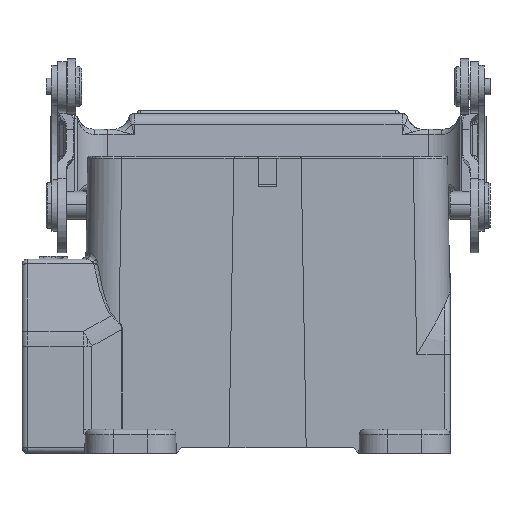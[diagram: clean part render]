
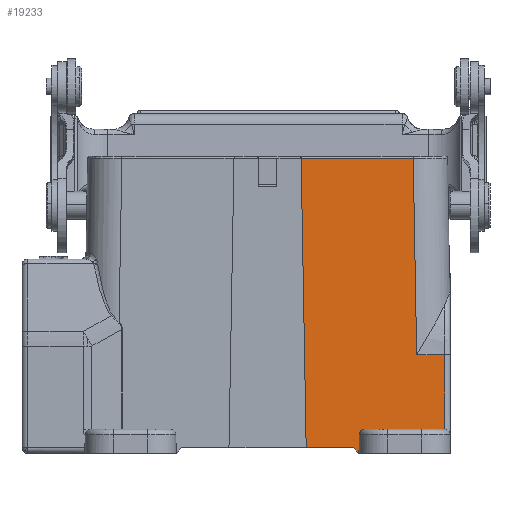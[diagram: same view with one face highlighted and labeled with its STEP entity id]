
A CAD part, left-side view. The second image highlights one B-rep face of the part: STEP entity #19233.
In plain terms, the highlighted planar face has unit normal (-1, 0, 0.018).
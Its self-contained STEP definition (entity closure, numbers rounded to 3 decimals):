
#1949=DIRECTION('',(0.,1.,0.));
#1950=VECTOR('',#1949,4.893);
#1951=CARTESIAN_POINT('',(-32.91,-30.805,
-33.061));
#1952=LINE('',#1951,#1950);
#1953=CARTESIAN_POINT('',(-32.91,-25.912,
-33.061));
#1964=CARTESIAN_POINT('',(-33.139,-30.805,
-46.131));
#1965=CARTESIAN_POINT('',(-33.138,-30.786,
-46.13));
#1966=CARTESIAN_POINT('',(-33.138,-30.767,
-46.129));
#1967=CARTESIAN_POINT('',(-33.138,-30.749,
-46.129));
#1969=DIRECTION('',(0.012,0.707,0.707));
#1970=VECTOR('',#1969,1.414);
#1971=CARTESIAN_POINT('',(-33.212,-15.805,
-50.329));
#1972=LINE('',#1971,#1970);
#1973=DIRECTION('',(0.,1.,0.));
#1974=VECTOR('',#1973,8.239);
#1975=CARTESIAN_POINT('',(-33.194,-14.805,
-49.329));
#1976=LINE('',#1975,#1974);
#1977=DIRECTION('',(-0.017,-0.017,-1.));
#1978=VECTOR('',#1977,34.448);
#1979=CARTESIAN_POINT('',(-32.309,-25.311,
1.376));
#1980=LINE('',#1979,#1978);
#2006=DIRECTION('',(0.017,0.,1.));
#2007=VECTOR('',#2006,13.072);
#2008=CARTESIAN_POINT('',(-33.139,-30.805,
-46.131));
#2009=LINE('',#2008,#2007);
#2303=DIRECTION('',(0.017,-0.017,1.));
#2304=VECTOR('',#2303,3.219);
#2305=CARTESIAN_POINT('',(-33.212,-15.805,
-50.329));
#2306=LINE('',#2305,#2304);
#2454=CARTESIAN_POINT('',(-33.156,-15.861,
-47.112));
#2455=CARTESIAN_POINT('',(-33.153,-15.864,
-46.948));
#2456=CARTESIAN_POINT('',(-33.148,-15.939,
-46.691));
#2457=CARTESIAN_POINT('',(-33.143,-16.146,
-46.402));
#2458=CARTESIAN_POINT('',(-33.14,-16.439,
-46.2));
#2459=CARTESIAN_POINT('',(-33.138,-16.697,
-46.129));
#2460=CARTESIAN_POINT('',(-33.138,-16.861,
-46.129));
#2476=DIRECTION('',(0.,-1.,0.));
#2477=VECTOR('',#2476,13.888);
#2478=CARTESIAN_POINT('',(-33.138,-16.861,
-46.129));
#2479=LINE('',#2478,#2477);
#11311=DIRECTION('',(0.,1.,0.));
#11312=VECTOR('',#11311,19.63);
#11313=CARTESIAN_POINT('',(-32.309,-25.311,
1.376));
#11314=LINE('',#11313,#11312);
#11327=DIRECTION('',(-0.017,-0.017,-1.));
#11328=VECTOR('',#11327,50.72);
#11329=CARTESIAN_POINT('',(-32.309,-5.681,
1.375));
#11330=LINE('',#11329,#11328);
#14676=CARTESIAN_POINT('',(-33.194,-6.566,
-49.329));
#14677=VERTEX_POINT('',#14676);
#14678=CARTESIAN_POINT('',(-33.194,-14.805,
-49.329));
#14679=VERTEX_POINT('',#14678);
#14715=CARTESIAN_POINT('',(-32.91,-30.805,
-33.061));
#14716=VERTEX_POINT('',#14715);
#14717=VERTEX_POINT('',#1953);
#14718=CARTESIAN_POINT('',(-32.309,-25.311,
1.376));
#14719=VERTEX_POINT('',#14718);
#14725=VERTEX_POINT('',#1964);
#14726=VERTEX_POINT('',#1967);
#14727=CARTESIAN_POINT('',(-33.138,-16.861,
-46.129));
#14728=VERTEX_POINT('',#14727);
#14729=VERTEX_POINT('',#2454);
#14730=CARTESIAN_POINT('',(-33.212,-15.805,
-50.329));
#14731=VERTEX_POINT('',#14730);
#14732=CARTESIAN_POINT('',(-32.309,-5.681,
1.375));
#14733=VERTEX_POINT('',#14732);
#19207=CARTESIAN_POINT('',(-32.761,-18.243,
-24.477));
#19208=DIRECTION('',(1.,0.,-0.017));
#19209=DIRECTION('',(0.017,0.,1.));
#19210=AXIS2_PLACEMENT_3D('',#19207,#19208,#19209);
#19211=PLANE('',#19210);
#19213=ORIENTED_EDGE('',*,*,#19212,.T.);
#19215=ORIENTED_EDGE('',*,*,#19214,.F.);
#19217=ORIENTED_EDGE('',*,*,#19216,.F.);
#19219=ORIENTED_EDGE('',*,*,#19218,.F.);
#19221=ORIENTED_EDGE('',*,*,#19220,.T.);
#19222=ORIENTED_EDGE('',*,*,#19072,.T.);
#19224=ORIENTED_EDGE('',*,*,#19223,.F.);
#19226=ORIENTED_EDGE('',*,*,#19225,.F.);
#19227=ORIENTED_EDGE('',*,*,#19180,.T.);
#19228=ORIENTED_EDGE('',*,*,#19200,.F.);
#19230=ORIENTED_EDGE('',*,*,#19229,.F.);
#19231=EDGE_LOOP('',(#19213,#19215,#19217,#19219,#19221,#19222,#19224,#19226,
#19227,#19228,#19230));
#19232=FACE_OUTER_BOUND('',#19231,.F.);
#19233=ADVANCED_FACE('',(#19232),#19211,.F.);
#1968=B_SPLINE_CURVE_WITH_KNOTS('',3,(#1964,#1965,#1966,#1967),.UNSPECIFIED.,
.F.,.F.,(4,4),(0.,1.),.UNSPECIFIED.);
#2461=B_SPLINE_CURVE_WITH_KNOTS('',3,(#2454,#2455,#2456,#2457,#2458,#2459,
#2460),.UNSPECIFIED.,.F.,.F.,(4,1,1,1,4),(0.,0.25,0.5,0.75,1.),
.UNSPECIFIED.);
#19072=EDGE_CURVE('',#14679,#14677,#1976,.T.);
#19180=EDGE_CURVE('',#14719,#14717,#1980,.T.);
#19200=EDGE_CURVE('',#14716,#14717,#1952,.T.);
#19212=EDGE_CURVE('',#14725,#14726,#1968,.T.);
#19214=EDGE_CURVE('',#14728,#14726,#2479,.T.);
#19216=EDGE_CURVE('',#14729,#14728,#2461,.T.);
#19218=EDGE_CURVE('',#14731,#14729,#2306,.T.);
#19220=EDGE_CURVE('',#14731,#14679,#1972,.T.);
#19223=EDGE_CURVE('',#14733,#14677,#11330,.T.);
#19225=EDGE_CURVE('',#14719,#14733,#11314,.T.);
#19229=EDGE_CURVE('',#14725,#14716,#2009,.T.);
